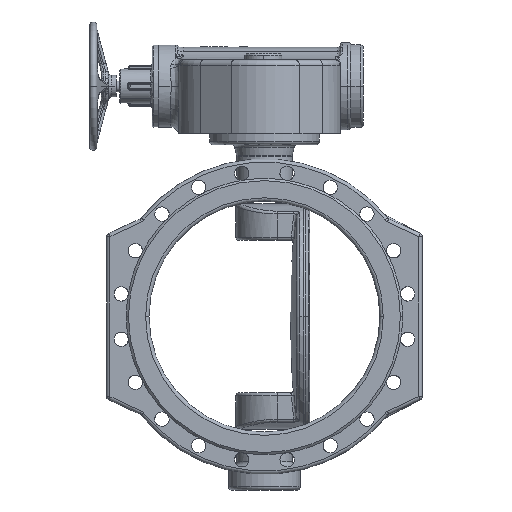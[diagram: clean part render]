
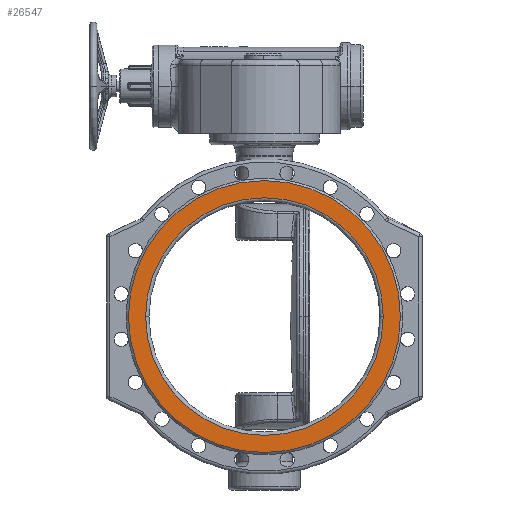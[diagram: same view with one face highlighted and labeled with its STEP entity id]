
A CAD part, left-side view. The second image highlights one B-rep face of the part: STEP entity #26547.
In plain terms, the highlighted planar face has unit normal (-1, 0, 0).
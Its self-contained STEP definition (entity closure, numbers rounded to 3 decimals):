
#13045=CARTESIAN_POINT('',(-165.,0.,0.));
#13046=DIRECTION('',(1.,0.,0.));
#13047=DIRECTION('',(0.,1.,0.));
#13048=AXIS2_PLACEMENT_3D('',#13045,#13046,#13047);
#13053=CARTESIAN_POINT('',(-165.,0.,0.));
#13054=DIRECTION('',(-1.,0.,0.));
#13055=DIRECTION('',(0.,1.,0.));
#13056=AXIS2_PLACEMENT_3D('',#13053,#13054,#13055);
#13061=CARTESIAN_POINT('',(-165.,0.,0.));
#13062=DIRECTION('',(1.,0.,0.));
#13063=DIRECTION('',(0.,1.,0.));
#13064=AXIS2_PLACEMENT_3D('',#13061,#13062,#13063);
#13069=CARTESIAN_POINT('',(-165.,0.,0.));
#13070=DIRECTION('',(1.,0.,0.));
#13071=DIRECTION('',(0.,-1.,0.));
#13072=AXIS2_PLACEMENT_3D('',#13069,#13070,#13071);
#14359=CARTESIAN_POINT('',(-165.,265.,0.));
#14361=VERTEX_POINT('',#14359);
#14367=CARTESIAN_POINT('',(-165.,-265.,0.));
#14369=VERTEX_POINT('',#14367);
#14800=CARTESIAN_POINT('',(-165.,231.5,0.));
#14801=CARTESIAN_POINT('',(-165.,-231.5,0.));
#14802=VERTEX_POINT('',#14800);
#14803=VERTEX_POINT('',#14801);
#26532=CARTESIAN_POINT('',(-165.,0.,0.));
#26533=DIRECTION('',(-1.,0.,0.));
#26534=DIRECTION('',(0.,1.,0.));
#26535=AXIS2_PLACEMENT_3D('',#26532,#26533,#26534);
#26536=PLANE('',#26535);
#26537=ORIENTED_EDGE('',*,*,#25726,.T.);
#26538=ORIENTED_EDGE('',*,*,#26108,.F.);
#26539=EDGE_LOOP('',(#26537,#26538));
#26540=FACE_OUTER_BOUND('',#26539,.F.);
#26542=ORIENTED_EDGE('',*,*,#26541,.F.);
#26544=ORIENTED_EDGE('',*,*,#26543,.F.);
#26545=EDGE_LOOP('',(#26542,#26544));
#26546=FACE_BOUND('',#26545,.F.);
#26547=ADVANCED_FACE('',(#26540,#26546),#26536,.T.);
#13049=CIRCLE('',#13048,265.);
#13057=CIRCLE('',#13056,265.);
#13065=CIRCLE('',#13064,231.5);
#13073=CIRCLE('',#13072,231.5);
#25726=EDGE_CURVE('',#14361,#14369,#13049,.T.);
#26108=EDGE_CURVE('',#14361,#14369,#13057,.T.);
#26541=EDGE_CURVE('',#14802,#14803,#13065,.T.);
#26543=EDGE_CURVE('',#14803,#14802,#13073,.T.);
